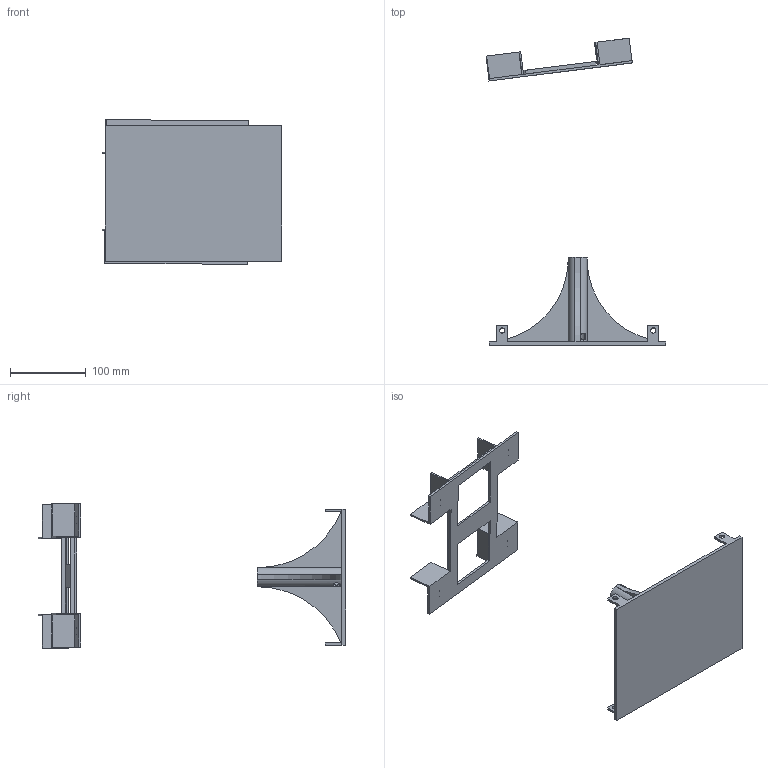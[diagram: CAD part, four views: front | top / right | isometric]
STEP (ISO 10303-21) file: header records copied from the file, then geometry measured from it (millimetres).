
FILE_DESCRIPTION (( 'STEP AP203' ), '1' );
FILE_NAME ('solar rocker rover.STEP', '2024-04-06T17:31:35', ( '' ), ( '' ), 'SwSTEP 2.0', 'SolidWorks 2023', '' );
FILE_SCHEMA (( 'CONFIG_CONTROL_DESIGN' ));
Length unit declared in the file: millimetre
Products named in the file (3): Solar Panel Box base; solar rocker rover; Solar Panel Carrier
Assembly tree (2 placements, depth 2):
  solar rocker rover
    Solar Panel Box base
    Solar Panel Carrier
Bounding box: 238.25 x 406.96 x 191.69 mm (x, y, z)
Volume: 383327.6 mm3; surface area: 193993.3 mm2
Topology: 2 solids, 2 shells, 127 faces, 352 edges, 232 vertices
Faces by surface type: plane 87, cylinder 40
Entity records: 4670 total; most frequent: CARTESIAN_POINT 1021, ORIENTED_EDGE 704, DIRECTION 667, EDGE_CURVE 352, LINE 267, VECTOR 267, VERTEX_POINT 232, AXIS2_PLACEMENT_3D 200
